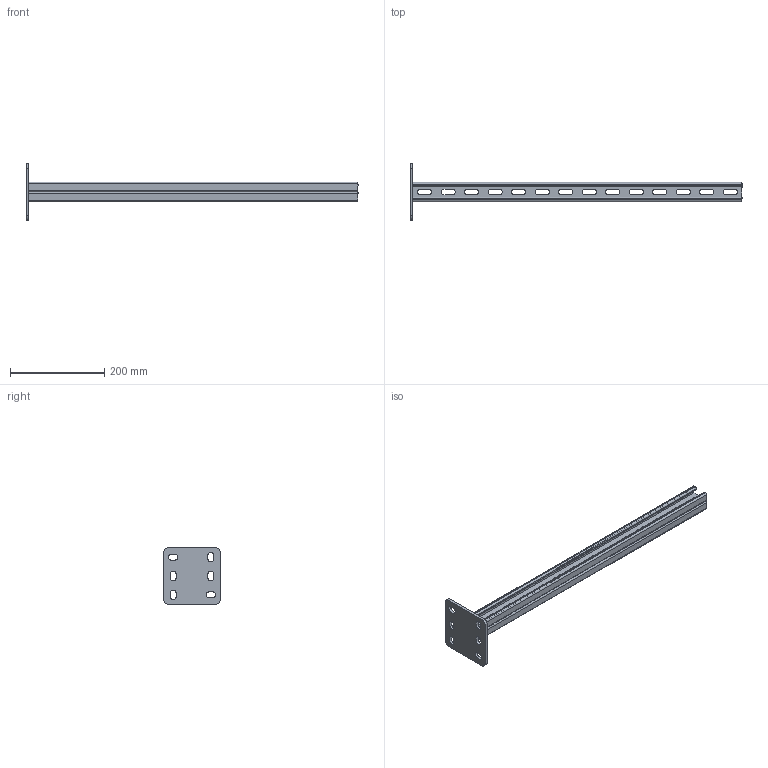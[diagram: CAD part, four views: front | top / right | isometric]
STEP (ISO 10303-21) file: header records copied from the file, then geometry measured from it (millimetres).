
FILE_DESCRIPTION (( 'STEP AP203' ), '1' );
FILE_NAME ('Êðîíøòåéí ïîòîëî÷íûé äâîéíîé_h21-700.step', '2022-01-27T07:49:30', ( '' ), ( '' ), 'SwSTEP 2.0', 'SolidWorks 2017', '' );
FILE_SCHEMA (( 'CONFIG_CONTROL_DESIGN' ));
Length unit declared in the file: millimetre
Products named in the file (3): Êðîíøòåéí ïîòîëî÷íûé äâîéíîé_h21-700; STRUT-镳铘桦黖h21-700; Ïÿòêà ïîòîëî÷êàÿ
Assembly tree (3 placements, depth 2):
  Êðîíøòåéí ïîòîëî÷íûé äâîéíîé_h21-700
    Ïÿòêà ïîòîëî÷êàÿ
    STRUT-镳铘桦黖h21-700  x2
Bounding box: 706 x 120 x 120 mm (x, y, z)
Volume: 380527.3 mm3; surface area: 293182.7 mm2
Topology: 3 solids, 3 shells, 2434 faces, 7282 edges, 4854 vertices
Faces by surface type: plane 2348, cylinder 86
Entity records: 41179 total; most frequent: CARTESIAN_POINT 7394, ORIENTED_EDGE 7384, DIRECTION 6278, EDGE_CURVE 3692, LINE 3588, VECTOR 3588, VERTEX_POINT 2461, AXIS2_PLACEMENT_3D 1345
